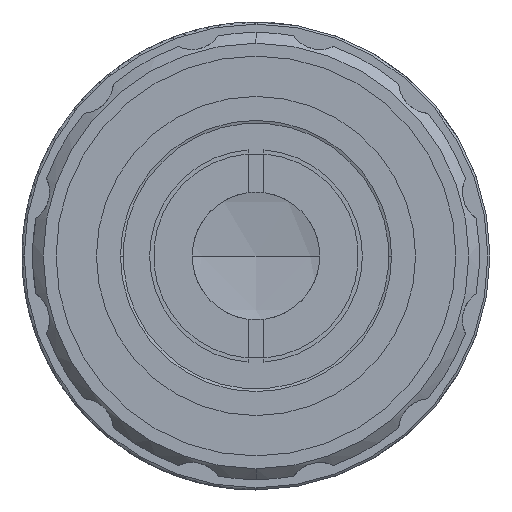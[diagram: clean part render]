
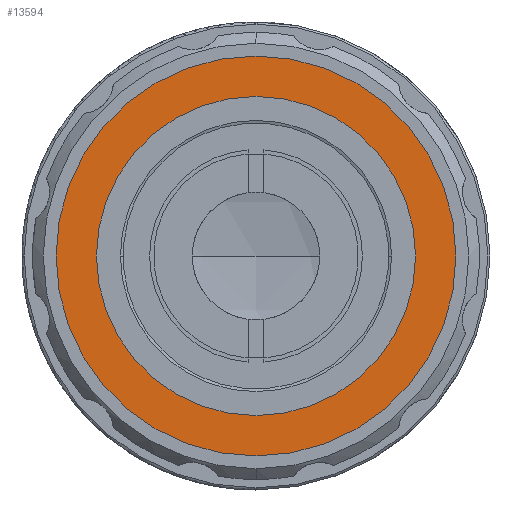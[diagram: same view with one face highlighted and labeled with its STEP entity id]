
A CAD part, left-side view. The second image highlights one B-rep face of the part: STEP entity #13594.
In plain terms, the highlighted planar face has unit normal (-1, 0, 0).
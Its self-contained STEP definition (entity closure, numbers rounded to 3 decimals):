
#342 = CARTESIAN_POINT ( 'NONE',  ( -11.736, 0., 14.5 ) ) ;
#1533 = EDGE_CURVE ( 'NONE', #6282, #21819, #2374, .T. ) ;
#1928 = ORIENTED_EDGE ( 'NONE', *, *, #17159, .F. ) ;
#2374 = CIRCLE ( 'NONE', #18808, 14.5 ) ;
#2636 = CIRCLE ( 'NONE', #10106, 14.5 ) ;
#3185 = CARTESIAN_POINT ( 'NONE',  ( -11.736, 0., -14.5 ) ) ;
#4653 = CARTESIAN_POINT ( 'NONE',  ( -11.736, 0., 0. ) ) ;
#5264 = VERTEX_POINT ( 'NONE', #19028 ) ;
#6239 = CIRCLE ( 'NONE', #20022, 18.8 ) ;
#6282 = VERTEX_POINT ( 'NONE', #3185 ) ;
#6404 = VERTEX_POINT ( 'NONE', #23133 ) ;
#6452 = DIRECTION ( 'NONE',  ( 0., 0., 1. ) ) ;
#6690 = EDGE_CURVE ( 'NONE', #5264, #6404, #8716, .T. ) ;
#6823 = DIRECTION ( 'NONE',  ( -1., 0., 0. ) ) ;
#6944 = CARTESIAN_POINT ( 'NONE',  ( -11.736, 15., 0. ) ) ;
#8698 = DIRECTION ( 'NONE',  ( -1., 0., 0. ) ) ;
#8716 = CIRCLE ( 'NONE', #10870, 18.8 ) ;
#8767 = DIRECTION ( 'NONE',  ( 1., 0., 0. ) ) ;
#9715 = ORIENTED_EDGE ( 'NONE', *, *, #1533, .F. ) ;
#10106 = AXIS2_PLACEMENT_3D ( 'NONE', #4653, #17214, #6452 ) ;
#10870 = AXIS2_PLACEMENT_3D ( 'NONE', #17574, #6823, #19357 ) ;
#12564 = CARTESIAN_POINT ( 'NONE',  ( -11.736, 0., 0. ) ) ;
#13369 = EDGE_LOOP ( 'NONE', ( #19597, #13716 ) ) ;
#13594 = ADVANCED_FACE ( 'NONE', ( #15573, #16133 ), #17734, .F. ) ;
#13716 = ORIENTED_EDGE ( 'NONE', *, *, #18150, .T. ) ;
#14793 = EDGE_LOOP ( 'NONE', ( #1928, #9715 ) ) ;
#15573 = FACE_OUTER_BOUND ( 'NONE', #13369, .T. ) ;
#16133 = FACE_BOUND ( 'NONE', #14793, .T. ) ;
#17159 = EDGE_CURVE ( 'NONE', #21819, #6282, #2636, .T. ) ;
#17214 = DIRECTION ( 'NONE',  ( -1., 0., 0. ) ) ;
#17574 = CARTESIAN_POINT ( 'NONE',  ( -11.736, 0., 0. ) ) ;
#17734 = PLANE ( 'NONE',  #22366 ) ;
#17843 = DIRECTION ( 'NONE',  ( -1., 0., 0. ) ) ;
#18150 = EDGE_CURVE ( 'NONE', #6404, #5264, #6239, .T. ) ;
#18808 = AXIS2_PLACEMENT_3D ( 'NONE', #12564, #17843, #19840 ) ;
#19028 = CARTESIAN_POINT ( 'NONE',  ( -11.736, 0., 18.8 ) ) ;
#19357 = DIRECTION ( 'NONE',  ( 0., 0., 1. ) ) ;
#19438 = CARTESIAN_POINT ( 'NONE',  ( -11.736, 0., 0. ) ) ;
#19597 = ORIENTED_EDGE ( 'NONE', *, *, #6690, .T. ) ;
#19840 = DIRECTION ( 'NONE',  ( 0., 0., 1. ) ) ;
#20022 = AXIS2_PLACEMENT_3D ( 'NONE', #19438, #8698, #21221 ) ;
#21221 = DIRECTION ( 'NONE',  ( 0., 0., 1. ) ) ;
#21289 = DIRECTION ( 'NONE',  ( 0., 0., -1. ) ) ;
#21819 = VERTEX_POINT ( 'NONE', #342 ) ;
#22366 = AXIS2_PLACEMENT_3D ( 'NONE', #6944, #8767, #21289 ) ;
#23133 = CARTESIAN_POINT ( 'NONE',  ( -11.736, 0., -18.8 ) ) ;
